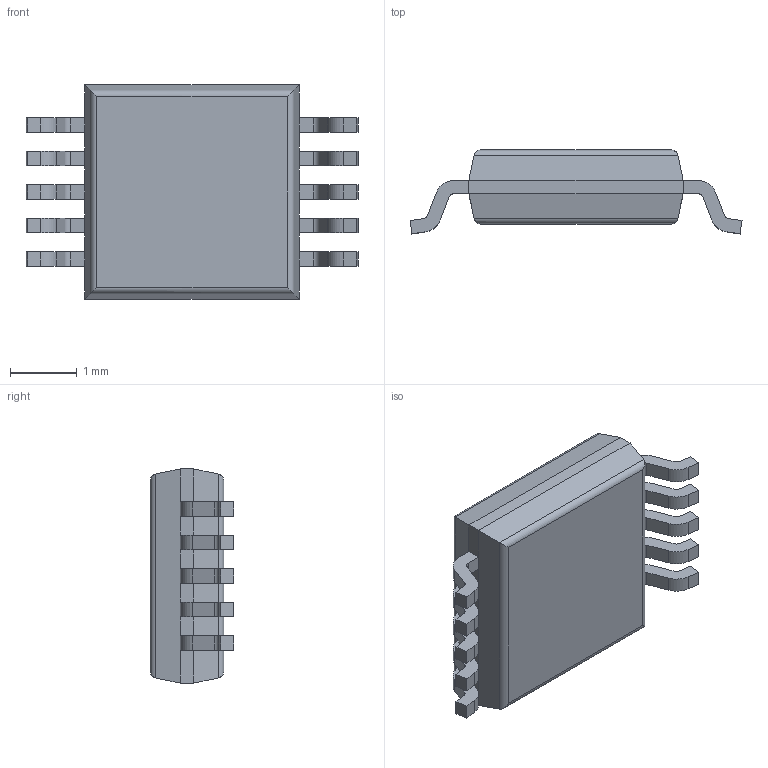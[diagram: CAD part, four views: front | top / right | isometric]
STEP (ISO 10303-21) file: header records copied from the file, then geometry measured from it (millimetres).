
FILE_DESCRIPTION (( 'STEP AP214' ), '1' );
FILE_NAME ('User Library-IPC SO.STEP', '2019-01-02T14:43:37', ( '' ), ( '' ), 'SwSTEP 2.0', 'SolidWorks 2018', '' );
FILE_SCHEMA (( 'AUTOMOTIVE_DESIGN' ));
Length unit declared in the file: millimetre
Products named in the file (1): User Library-IPC SO
Bounding box: 4.96 x 1.25 x 3.2 mm (x, y, z)
Volume: 11.2 mm3; surface area: 41.5 mm2
Topology: 1 solids, 1 shells, 165 faces, 430 edges, 268 vertices
Faces by surface type: plane 115, cylinder 50
Entity records: 6809 total; most frequent: CARTESIAN_POINT 888, ORIENTED_EDGE 860, DIRECTION 838, EDGE_CURVE 430, VECTOR 338, LINE 338, VERTEX_POINT 268, AXIS2_PLACEMENT_3D 250
